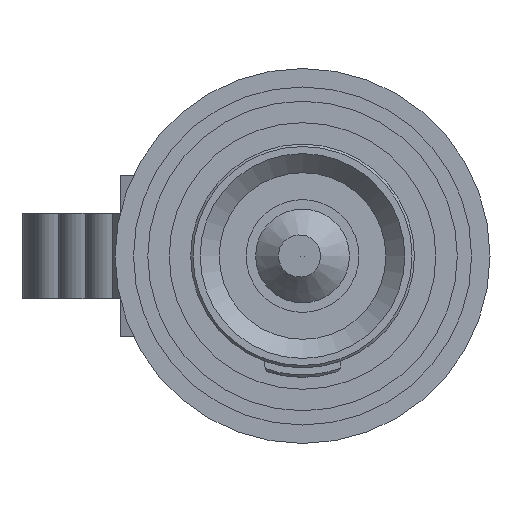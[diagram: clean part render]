
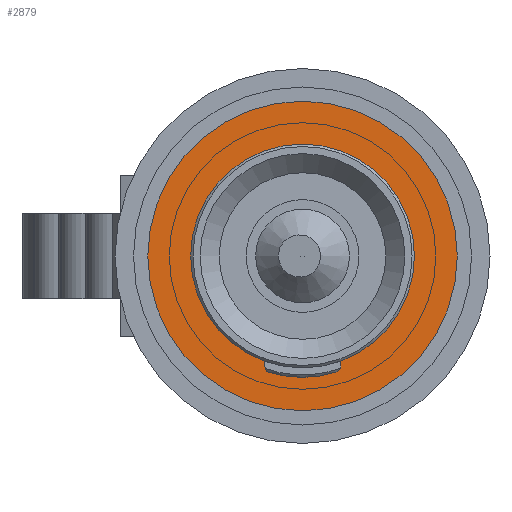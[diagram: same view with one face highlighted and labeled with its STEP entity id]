
A CAD part, left-side view. The second image highlights one B-rep face of the part: STEP entity #2879.
In plain terms, the highlighted face is planar.
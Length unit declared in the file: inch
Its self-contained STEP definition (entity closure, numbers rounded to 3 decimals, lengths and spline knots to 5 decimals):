
#233 = DIRECTION ( 'NONE',  ( 0., 1., 0. ) ) ;
#757 = EDGE_LOOP ( 'NONE', ( #12522 ) ) ;
#1229 = PLANE ( 'NONE',  #6940 ) ;
#1456 = CARTESIAN_POINT ( 'NONE',  ( 0., 0., 19.96204 ) ) ;
#1535 = DIRECTION ( 'NONE',  ( 0., 0., 1. ) ) ;
#2550 = CIRCLE ( 'NONE', #4396, 0.1 ) ;
#2879 = ADVANCED_FACE ( 'NONE', ( #6684, #8067 ), #1229, .F. ) ;
#3347 = DIRECTION ( 'NONE',  ( 0., 0., -1. ) ) ;
#3546 = EDGE_LOOP ( 'NONE', ( #10690 ) ) ;
#4396 = AXIS2_PLACEMENT_3D ( 'NONE', #6278, #8243, #11736 ) ;
#6278 = CARTESIAN_POINT ( 'NONE',  ( 0., 0., 19.96204 ) ) ;
#6660 = VERTEX_POINT ( 'NONE', #12214 ) ;
#6684 = FACE_BOUND ( 'NONE', #757, .T. ) ;
#6940 = AXIS2_PLACEMENT_3D ( 'NONE', #10047, #3347, #12440 ) ;
#7569 = CIRCLE ( 'NONE', #8721, 0.1625 ) ;
#7842 = CARTESIAN_POINT ( 'NONE',  ( 0., 0.1625, 19.96204 ) ) ;
#8067 = FACE_OUTER_BOUND ( 'NONE', #3546, .T. ) ;
#8243 = DIRECTION ( 'NONE',  ( 0., 0., 1. ) ) ;
#8721 = AXIS2_PLACEMENT_3D ( 'NONE', #1456, #1535, #233 ) ;
#9380 = EDGE_CURVE ( 'NONE', #6660, #6660, #2550, .T. ) ;
#10047 = CARTESIAN_POINT ( 'NONE',  ( -0.1, 0., 19.96204 ) ) ;
#10690 = ORIENTED_EDGE ( 'NONE', *, *, #13905, .T. ) ;
#11736 = DIRECTION ( 'NONE',  ( 0., 1., 0. ) ) ;
#12214 = CARTESIAN_POINT ( 'NONE',  ( 0., 0.1, 19.96204 ) ) ;
#12440 = DIRECTION ( 'NONE',  ( 0., -1., 0. ) ) ;
#12522 = ORIENTED_EDGE ( 'NONE', *, *, #9380, .F. ) ;
#13286 = VERTEX_POINT ( 'NONE', #7842 ) ;
#13905 = EDGE_CURVE ( 'NONE', #13286, #13286, #7569, .T. ) ;
